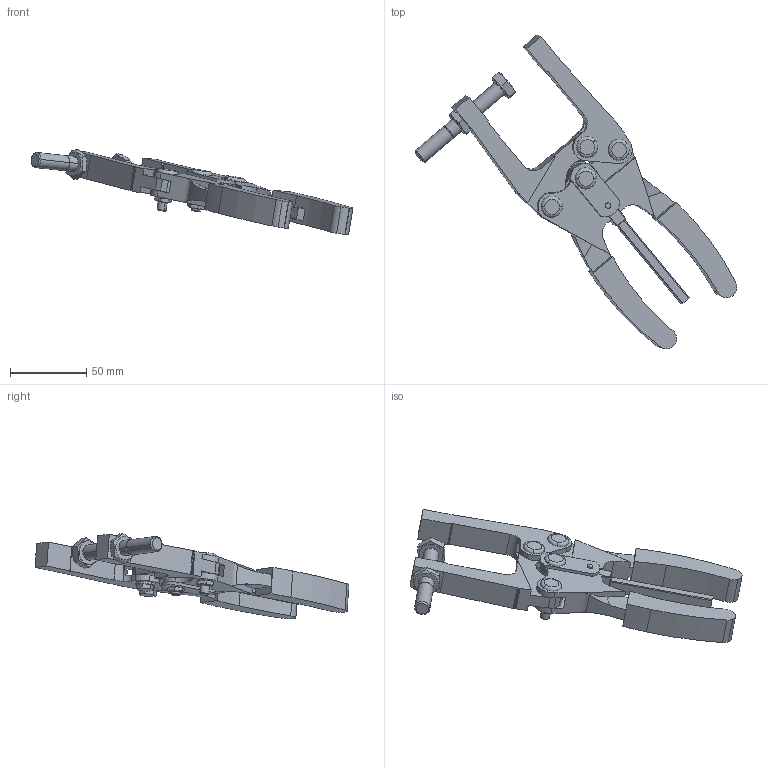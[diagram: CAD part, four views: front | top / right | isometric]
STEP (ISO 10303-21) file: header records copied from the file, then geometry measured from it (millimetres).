
FILE_DESCRIPTION((''),'2;1');
FILE_NAME('P51.stp','2006-07-11T15:22:04',('Matthew'),(''),'Autodesk Inventor 8','Autodesk Inventor 8','');
FILE_SCHEMA(('AUTOMOTIVE_DESIGN { 1 0 10303 214 1 1 1 1 }'));
Length unit declared in the file: millimetre
Products named in the file (8): P51; P511; P512; P513; P514; P515; P516; P517
Assembly tree (7 placements, depth 2):
  P51
    P511
    P512
    P513
    P514
    P515
    P516
    P517
Bounding box: 211.8 x 206.51 x 56.18 mm (x, y, z)
Volume: 134718.9 mm3; surface area: 52875.6 mm2
Topology: 7 solids, 7 shells, 373 faces, 947 edges, 618 vertices
Faces by surface type: plane 170, cylinder 94, bspline 75, cone 30, torus 4
Entity records: 12241 total; most frequent: CARTESIAN_POINT 3136, ORIENTED_EDGE 1886, DIRECTION 1831, EDGE_CURVE 943, AXIS2_PLACEMENT_3D 643, VERTEX_POINT 618, VECTOR 545, LINE 545
